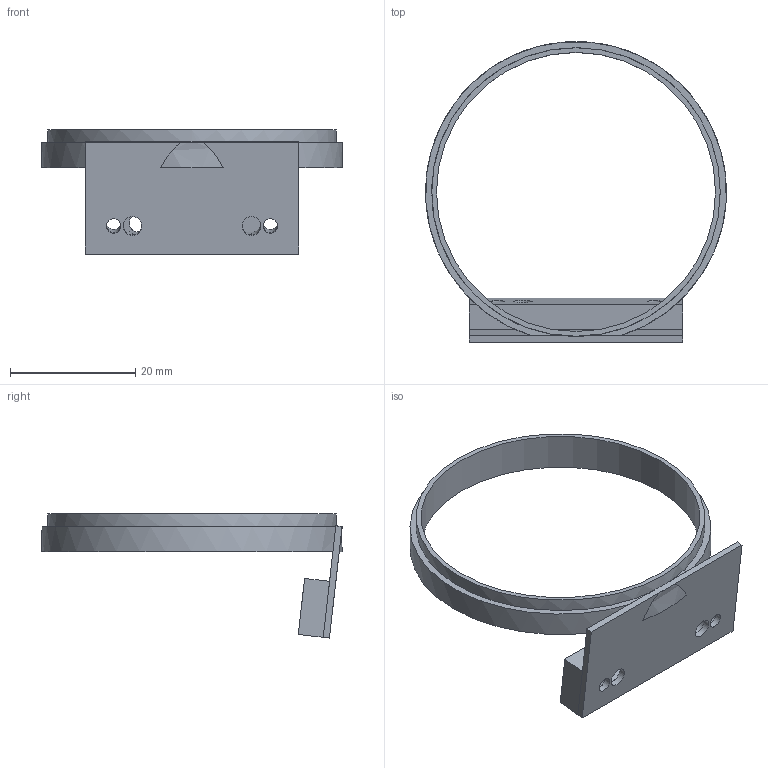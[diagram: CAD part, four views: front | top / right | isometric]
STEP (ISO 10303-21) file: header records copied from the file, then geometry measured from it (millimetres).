
FILE_DESCRIPTION(/* description */ ('ARM1G'),/* implementation_level */ '2;1');
FILE_NAME(/* name */ 'Manifold & boiler support',/* time_stamp */ '2020-05-03T12:02:32+01:00',/* author */ ('Keith Bucklitch'),/* organization */ ('G1MRA'),/* preprocessor_version */ 'ST-DEVELOPER v16.7',/* originating_system */ 'Solid Edge',/* authorisation */ 'Unknown');
FILE_SCHEMA (('AUTOMOTIVE_DESIGN {1 0 10303 214 3 1 1}'));
Length unit declared in the file: millimetre
Products named in the file (3): Manifold & boiler support; Manifold; Boiler support ring
Assembly tree (2 placements, depth 2):
  Manifold & boiler support
    Manifold
    Boiler support ring
Bounding box: 48 x 47.99 x 19.78 mm (x, y, z)
Volume: 2748.4 mm3; surface area: 4540.7 mm2
Topology: 2 solids, 2 shells, 35 faces, 94 edges, 63 vertices
Faces by surface type: plane 22, cylinder 13
Full cylindrical faces by diameter (mm): 2.3 x4, 3 x3, 44.5 x1, 46 x1
Entity records: 1119 total; most frequent: DIRECTION 190, CARTESIAN_POINT 174, ORIENTED_EDGE 158, EDGE_CURVE 79, AXIS2_PLACEMENT_3D 73, EDGE_LOOP 60, FACE_BOUND 60, VERTEX_POINT 57
